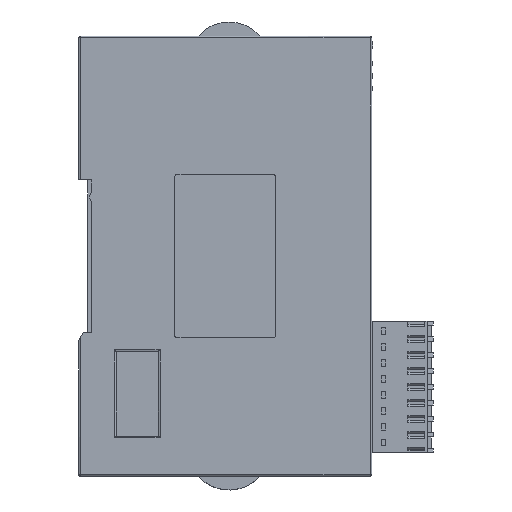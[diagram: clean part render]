
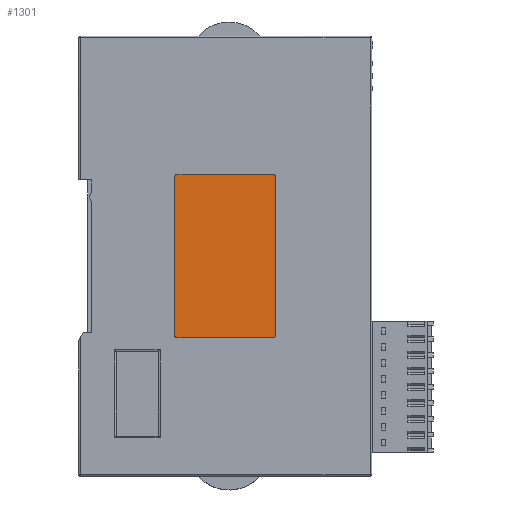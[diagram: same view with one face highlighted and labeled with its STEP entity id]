
A CAD part, left-side view. The second image highlights one B-rep face of the part: STEP entity #1301.
In plain terms, the highlighted planar face has unit normal (-1, 0, 0).
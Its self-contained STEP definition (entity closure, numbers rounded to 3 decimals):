
#1301=ADVANCED_FACE('',(#2509),#19950,.T.);
#2509=FACE_OUTER_BOUND('',#3824,.T.);
#3824=EDGE_LOOP('',(#9598,#9599,#9600,#9601,#9602,#9603,#9604,#9605));
#9598=ORIENTED_EDGE('',*,*,#12235,.F.);
#9599=ORIENTED_EDGE('',*,*,#12222,.F.);
#9600=ORIENTED_EDGE('',*,*,#12215,.F.);
#9601=ORIENTED_EDGE('',*,*,#12216,.F.);
#9602=ORIENTED_EDGE('',*,*,#12221,.F.);
#9603=ORIENTED_EDGE('',*,*,#12225,.F.);
#9604=ORIENTED_EDGE('',*,*,#12230,.F.);
#9605=ORIENTED_EDGE('',*,*,#12231,.F.);
#12215=EDGE_CURVE('',#17895,#17892,#13637,.T.);
#12216=EDGE_CURVE('',#17896,#17895,#15499,.T.);
#12221=EDGE_CURVE('',#17899,#17896,#13639,.T.);
#12222=EDGE_CURVE('',#17892,#17900,#15503,.T.);
#12225=EDGE_CURVE('',#17902,#17899,#15506,.T.);
#12230=EDGE_CURVE('',#17905,#17902,#13641,.T.);
#12231=EDGE_CURVE('',#17906,#17905,#15510,.T.);
#12235=EDGE_CURVE('',#17900,#17906,#13643,.T.);
#13637=(
BOUNDED_CURVE()
B_SPLINE_CURVE(2,(#33229,#33230,#33231),.UNSPECIFIED.,.F.,.F.)
B_SPLINE_CURVE_WITH_KNOTS((3,3),(0.,1.),.UNSPECIFIED.)
CURVE()
GEOMETRIC_REPRESENTATION_ITEM()
RATIONAL_B_SPLINE_CURVE((1.,0.707,1.))
REPRESENTATION_ITEM('')
);
#13639=(
BOUNDED_CURVE()
B_SPLINE_CURVE(2,(#33243,#33244,#33245),.UNSPECIFIED.,.F.,.F.)
B_SPLINE_CURVE_WITH_KNOTS((3,3),(0.,1.),.UNSPECIFIED.)
CURVE()
GEOMETRIC_REPRESENTATION_ITEM()
RATIONAL_B_SPLINE_CURVE((1.,0.707,1.))
REPRESENTATION_ITEM('')
);
#13641=(
BOUNDED_CURVE()
B_SPLINE_CURVE(2,(#33263,#33264,#33265),.UNSPECIFIED.,.F.,.F.)
B_SPLINE_CURVE_WITH_KNOTS((3,3),(0.,1.),.UNSPECIFIED.)
CURVE()
GEOMETRIC_REPRESENTATION_ITEM()
RATIONAL_B_SPLINE_CURVE((1.,0.707,1.))
REPRESENTATION_ITEM('')
);
#13643=(
BOUNDED_CURVE()
B_SPLINE_CURVE(2,(#33275,#33276,#33277),.UNSPECIFIED.,.F.,.F.)
B_SPLINE_CURVE_WITH_KNOTS((3,3),(0.,1.),.UNSPECIFIED.)
CURVE()
GEOMETRIC_REPRESENTATION_ITEM()
RATIONAL_B_SPLINE_CURVE((1.,0.707,1.))
REPRESENTATION_ITEM('')
);
#15499=B_SPLINE_CURVE_WITH_KNOTS('',1,(#33232,#33233),.UNSPECIFIED.,.F.,
 .F.,(2,2),(0.,23.),.UNSPECIFIED.);
#15503=B_SPLINE_CURVE_WITH_KNOTS('',1,(#33246,#33247),.UNSPECIFIED.,.F.,
 .F.,(2,2),(0.,38.),.UNSPECIFIED.);
#15506=B_SPLINE_CURVE_WITH_KNOTS('',1,(#33252,#33253),.UNSPECIFIED.,.F.,
 .F.,(2,2),(0.,38.),.UNSPECIFIED.);
#15510=B_SPLINE_CURVE_WITH_KNOTS('',1,(#33266,#33267),.UNSPECIFIED.,.F.,
 .F.,(2,2),(0.,23.),.UNSPECIFIED.);
#17892=VERTEX_POINT('',#27271);
#17895=VERTEX_POINT('',#27274);
#17896=VERTEX_POINT('',#27275);
#17899=VERTEX_POINT('',#27278);
#17900=VERTEX_POINT('',#27279);
#17902=VERTEX_POINT('',#27281);
#17905=VERTEX_POINT('',#27284);
#17906=VERTEX_POINT('',#27285);
#19950=PLANE('',#21072);
#21072=AXIS2_PLACEMENT_3D('',#25912,#22117,$);
#22117=DIRECTION('',(-1.,0.,0.));
#25912=CARTESIAN_POINT('',(-345.703,-71.468,212.686));
#27271=CARTESIAN_POINT('',(-345.703,-97.88,255.098));
#27274=CARTESIAN_POINT('',(-345.703,-97.38,255.598));
#27275=CARTESIAN_POINT('',(-345.703,-74.38,255.598));
#27278=CARTESIAN_POINT('',(-345.703,-73.88,255.098));
#27279=CARTESIAN_POINT('',(-345.703,-97.88,217.098));
#27281=CARTESIAN_POINT('',(-345.703,-73.88,217.098));
#27284=CARTESIAN_POINT('',(-345.703,-74.38,216.598));
#27285=CARTESIAN_POINT('',(-345.703,-97.38,216.598));
#33229=CARTESIAN_POINT('',(-345.703,-97.38,255.598));
#33230=CARTESIAN_POINT('',(-345.703,-97.88,255.598));
#33231=CARTESIAN_POINT('',(-345.703,-97.88,255.098));
#33232=CARTESIAN_POINT('',(-345.703,-74.38,255.598));
#33233=CARTESIAN_POINT('',(-345.703,-97.38,255.598));
#33243=CARTESIAN_POINT('',(-345.703,-73.88,255.098));
#33244=CARTESIAN_POINT('',(-345.703,-73.88,255.598));
#33245=CARTESIAN_POINT('',(-345.703,-74.38,255.598));
#33246=CARTESIAN_POINT('',(-345.703,-97.88,255.098));
#33247=CARTESIAN_POINT('',(-345.703,-97.88,217.098));
#33252=CARTESIAN_POINT('',(-345.703,-73.88,217.098));
#33253=CARTESIAN_POINT('',(-345.703,-73.88,255.098));
#33263=CARTESIAN_POINT('',(-345.703,-74.38,216.598));
#33264=CARTESIAN_POINT('',(-345.703,-73.88,216.598));
#33265=CARTESIAN_POINT('',(-345.703,-73.88,217.098));
#33266=CARTESIAN_POINT('',(-345.703,-97.38,216.598));
#33267=CARTESIAN_POINT('',(-345.703,-74.38,216.598));
#33275=CARTESIAN_POINT('',(-345.703,-97.88,217.098));
#33276=CARTESIAN_POINT('',(-345.703,-97.88,216.598));
#33277=CARTESIAN_POINT('',(-345.703,-97.38,216.598));
